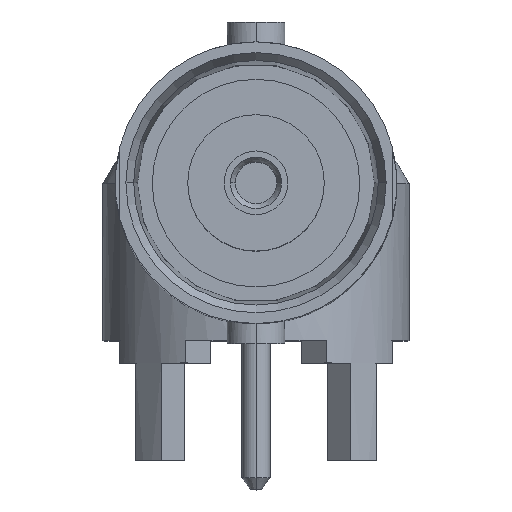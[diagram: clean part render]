
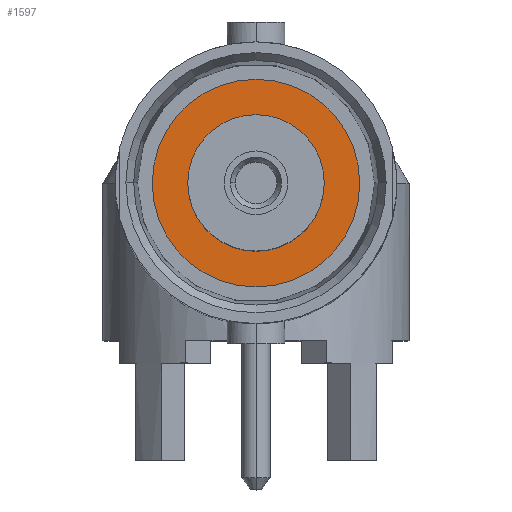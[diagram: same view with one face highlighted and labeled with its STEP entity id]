
A CAD part, top view. The second image highlights one B-rep face of the part: STEP entity #1597.
In plain terms, the highlighted planar face has unit normal (0, 0, 1).
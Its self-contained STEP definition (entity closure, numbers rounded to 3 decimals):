
#218=CARTESIAN_POINT('',(0.,0.,-8.585));
#219=DIRECTION('',(0.,0.,-1.));
#220=DIRECTION('',(-1.,0.,0.));
#221=AXIS2_PLACEMENT_3D('',#218,#219,#220);
#227=CARTESIAN_POINT('',(0.,0.,-8.585));
#228=DIRECTION('',(0.,0.,1.));
#229=DIRECTION('',(-1.,0.,0.));
#230=AXIS2_PLACEMENT_3D('',#227,#228,#229);
#236=CARTESIAN_POINT('',(0.,0.,-8.585));
#237=DIRECTION('',(0.,0.,-1.));
#238=DIRECTION('',(-1.,0.,0.));
#239=AXIS2_PLACEMENT_3D('',#236,#237,#238);
#241=CARTESIAN_POINT('',(0.,0.,-8.585));
#242=DIRECTION('',(0.,0.,1.));
#243=DIRECTION('',(-1.,0.,0.));
#244=AXIS2_PLACEMENT_3D('',#241,#242,#243);
#1243=CARTESIAN_POINT('',(-2.337,0.,-8.585));
#1245=VERTEX_POINT('',#1243);
#1246=CARTESIAN_POINT('',(-3.556,0.,-8.585));
#1248=VERTEX_POINT('',#1246);
#1259=CARTESIAN_POINT('',(2.337,0.,-8.585));
#1261=VERTEX_POINT('',#1259);
#1262=CARTESIAN_POINT('',(3.556,0.,-8.585));
#1264=VERTEX_POINT('',#1262);
#1582=CARTESIAN_POINT('',(0.,0.,-8.585));
#1583=DIRECTION('',(0.,0.,-1.));
#1584=DIRECTION('',(1.,0.,0.));
#1585=AXIS2_PLACEMENT_3D('',#1582,#1583,#1584);
#1586=PLANE('',#1585);
#1587=ORIENTED_EDGE('',*,*,#1575,.F.);
#1588=ORIENTED_EDGE('',*,*,#1564,.T.);
#1589=EDGE_LOOP('',(#1587,#1588));
#1590=FACE_OUTER_BOUND('',#1589,.F.);
#1592=ORIENTED_EDGE('',*,*,#1591,.F.);
#1594=ORIENTED_EDGE('',*,*,#1593,.T.);
#1595=EDGE_LOOP('',(#1592,#1594));
#1596=FACE_BOUND('',#1595,.F.);
#222=CIRCLE('',#221,3.556);
#231=CIRCLE('',#230,3.556);
#240=CIRCLE('',#239,2.337);
#245=CIRCLE('',#244,2.337);
#1564=EDGE_CURVE('',#1248,#1264,#222,.T.);
#1575=EDGE_CURVE('',#1248,#1264,#231,.T.);
#1591=EDGE_CURVE('',#1245,#1261,#240,.T.);
#1593=EDGE_CURVE('',#1245,#1261,#245,.T.);
#1597=ADVANCED_FACE('',(#1590,#1596),#1586,.F.);
